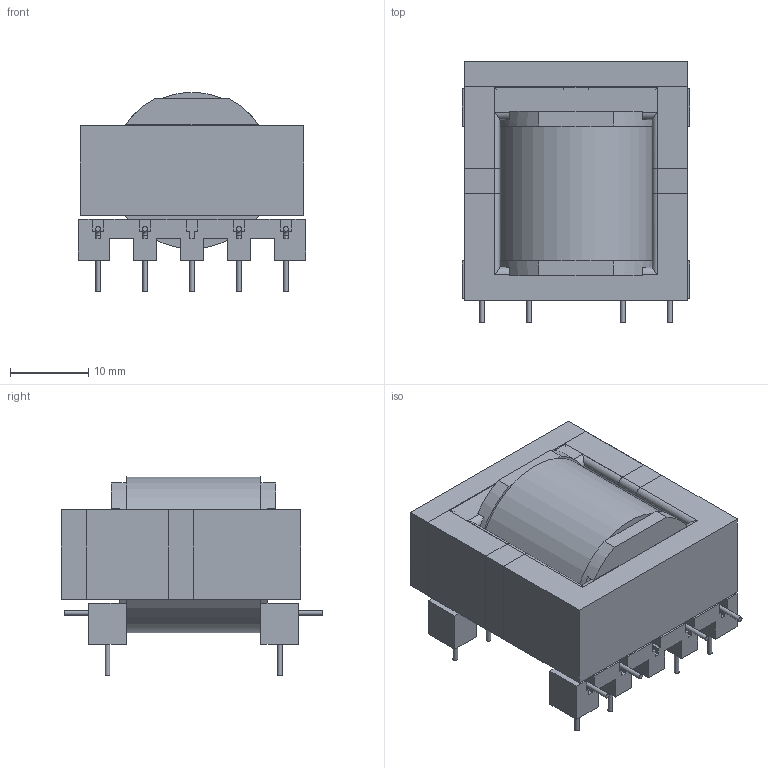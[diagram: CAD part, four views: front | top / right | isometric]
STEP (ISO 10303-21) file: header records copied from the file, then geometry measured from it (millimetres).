
FILE_DESCRIPTION( ( 'Unknown' ), '1' );
FILE_NAME( '760803200.stp', 'Unknown', ( 'Unknown' ), ( 'Unknown' ), 'XStep 1.0', 'Unknown', ' ' );
FILE_SCHEMA( ( 'automotive_design' ) );
Length unit declared in the file: millimetre
Products named in the file (3): Assem1; bobbin; ER28_core
Bounding box: 29 x 33.4 x 25.41 mm (x, y, z)
Volume: 19294.5 mm3; surface area: 13235 mm2
Topology: 5 solids, 5 shells, 473 faces, 1229 edges, 802 vertices
Faces by surface type: plane 302, cylinder 99, bspline 54, torus 18
Full cylindrical faces by diameter (mm): 0.6 x54, 9.9 x3, 10.3 x2, 19.994 x2
Entity records: 8584 total; most frequent: CARTESIAN_POINT 1729, ORIENTED_EDGE 1058, DIRECTION 994, EDGE_CURVE 529, LINE 394, VECTOR 394, VERTEX_POINT 365, AXIS2_PLACEMENT_3D 300
